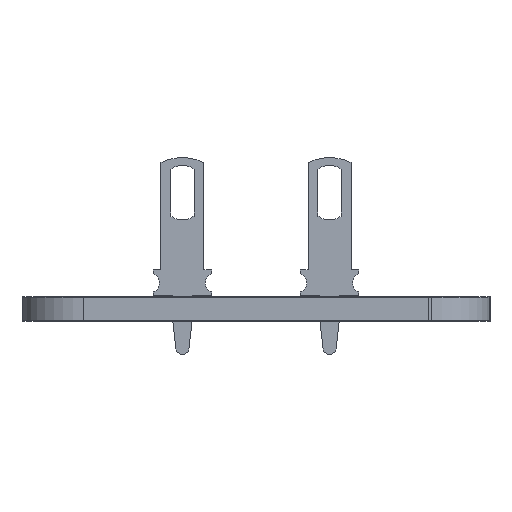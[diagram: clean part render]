
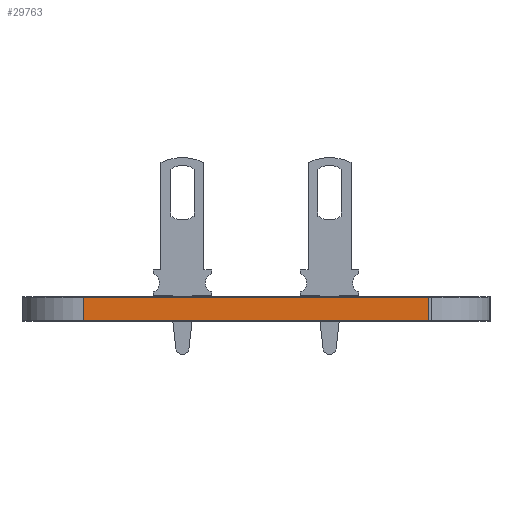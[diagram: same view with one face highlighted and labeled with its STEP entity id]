
A CAD part, left-side view. The second image highlights one B-rep face of the part: STEP entity #29763.
In plain terms, the highlighted planar face has unit normal (-1, 0, 0).
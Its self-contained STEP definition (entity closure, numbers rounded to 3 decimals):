
#27174 = VERTEX_POINT('',#27175);
#27175 = CARTESIAN_POINT('',(0.,26.5,0.));
#27182 = EDGE_CURVE('',#27183,#27174,#27185,.T.);
#27183 = VERTEX_POINT('',#27184);
#27184 = CARTESIAN_POINT('',(0.,4.,0.));
#27185 = LINE('',#27186,#27187);
#27186 = CARTESIAN_POINT('',(0.,4.,0.));
#27187 = VECTOR('',#27188,1.);
#27188 = DIRECTION('',(0.,1.,0.));
#28442 = VERTEX_POINT('',#28443);
#28443 = CARTESIAN_POINT('',(0.,26.5,1.51));
#28450 = EDGE_CURVE('',#28451,#28442,#28453,.T.);
#28451 = VERTEX_POINT('',#28452);
#28452 = CARTESIAN_POINT('',(0.,4.,1.51));
#28453 = LINE('',#28454,#28455);
#28454 = CARTESIAN_POINT('',(0.,4.,1.51));
#28455 = VECTOR('',#28456,1.);
#28456 = DIRECTION('',(0.,1.,0.));
#29733 = EDGE_CURVE('',#27174,#28442,#29734,.T.);
#29734 = LINE('',#29735,#29736);
#29735 = CARTESIAN_POINT('',(0.,26.5,0.));
#29736 = VECTOR('',#29737,1.);
#29737 = DIRECTION('',(0.,0.,1.));
#29763 = ADVANCED_FACE('',(#29764),#29775,.T.);
#29764 = FACE_BOUND('',#29765,.T.);
#29765 = EDGE_LOOP('',(#29766,#29772,#29773,#29774));
#29766 = ORIENTED_EDGE('',*,*,#29767,.T.);
#29767 = EDGE_CURVE('',#27183,#28451,#29768,.T.);
#29768 = LINE('',#29769,#29770);
#29769 = CARTESIAN_POINT('',(0.,4.,0.));
#29770 = VECTOR('',#29771,1.);
#29771 = DIRECTION('',(0.,0.,1.));
#29772 = ORIENTED_EDGE('',*,*,#28450,.T.);
#29773 = ORIENTED_EDGE('',*,*,#29733,.F.);
#29774 = ORIENTED_EDGE('',*,*,#27182,.F.);
#29775 = PLANE('',#29776);
#29776 = AXIS2_PLACEMENT_3D('',#29777,#29778,#29779);
#29777 = CARTESIAN_POINT('',(0.,4.,0.));
#29778 = DIRECTION('',(-1.,0.,0.));
#29779 = DIRECTION('',(0.,1.,0.));
